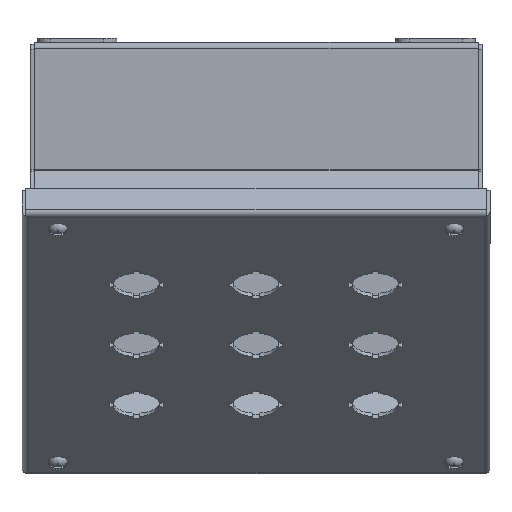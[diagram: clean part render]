
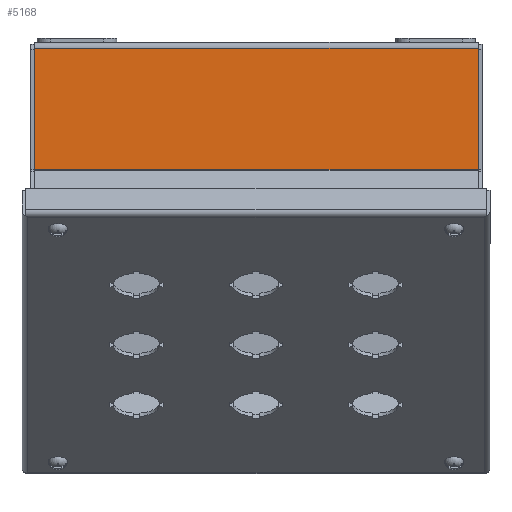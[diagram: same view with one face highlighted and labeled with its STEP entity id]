
A CAD part, top view. The second image highlights one B-rep face of the part: STEP entity #5168.
In plain terms, the highlighted planar face has unit normal (0, 0, 1).
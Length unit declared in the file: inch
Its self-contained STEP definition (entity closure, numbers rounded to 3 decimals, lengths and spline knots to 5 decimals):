
#208 = DIRECTION ( 'NONE',  ( 1., 0., 0. ) ) ;
#441 = DIRECTION ( 'NONE',  ( -1., 0., 0. ) ) ;
#469 = AXIS2_PLACEMENT_3D ( 'NONE', #18818, #20368, #6487 ) ;
#507 = ORIENTED_EDGE ( 'NONE', *, *, #22941, .T. ) ;
#798 = PLANE ( 'NONE',  #469 ) ;
#1084 = VERTEX_POINT ( 'NONE', #20443 ) ;
#2994 = EDGE_LOOP ( 'NONE', ( #3948, #3543, #6240, #507 ) ) ;
#3543 = ORIENTED_EDGE ( 'NONE', *, *, #5186, .F. ) ;
#3948 = ORIENTED_EDGE ( 'NONE', *, *, #5283, .F. ) ;
#4176 = CARTESIAN_POINT ( 'NONE',  ( -4.178, 0.7564, 4.35914 ) ) ;
#4483 = LINE ( 'NONE', #10349, #12838 ) ;
#5168 = ADVANCED_FACE ( 'NONE', ( #19083 ), #798, .F. ) ;
#5186 = EDGE_CURVE ( 'NONE', #1084, #10647, #22504, .T. ) ;
#5283 = EDGE_CURVE ( 'NONE', #10647, #22209, #4483, .T. ) ;
#6240 = ORIENTED_EDGE ( 'NONE', *, *, #6930, .F. ) ;
#6487 = DIRECTION ( 'NONE',  ( -1., 0., 0. ) ) ;
#6930 = EDGE_CURVE ( 'NONE', #13006, #1084, #16469, .T. ) ;
#8485 = CARTESIAN_POINT ( 'NONE',  ( -4.178, -4.28475, 4.35914 ) ) ;
#9709 = LINE ( 'NONE', #26120, #24162 ) ;
#10349 = CARTESIAN_POINT ( 'NONE',  ( -4.178, 3.04475, 4.35914 ) ) ;
#10647 = VERTEX_POINT ( 'NONE', #19855 ) ;
#12728 = CARTESIAN_POINT ( 'NONE',  ( 4.178, 0.7564, 4.35914 ) ) ;
#12838 = VECTOR ( 'NONE', #208, 39.37008 ) ;
#13006 = VERTEX_POINT ( 'NONE', #12728 ) ;
#13550 = CARTESIAN_POINT ( 'NONE',  ( 4.178, 3.04475, 4.35914 ) ) ;
#14374 = DIRECTION ( 'NONE',  ( 0., 1., 0. ) ) ;
#15645 = VECTOR ( 'NONE', #441, 39.37008 ) ;
#16469 = LINE ( 'NONE', #4176, #15645 ) ;
#16678 = VECTOR ( 'NONE', #14374, 39.37008 ) ;
#17602 = DIRECTION ( 'NONE',  ( 0., 1., 0. ) ) ;
#18818 = CARTESIAN_POINT ( 'NONE',  ( -4.178, 3.15275, 4.35914 ) ) ;
#19083 = FACE_OUTER_BOUND ( 'NONE', #2994, .T. ) ;
#19855 = CARTESIAN_POINT ( 'NONE',  ( -4.178, 3.04475, 4.35914 ) ) ;
#20368 = DIRECTION ( 'NONE',  ( 0., 0., -1. ) ) ;
#20443 = CARTESIAN_POINT ( 'NONE',  ( -4.178, 0.7564, 4.35914 ) ) ;
#22209 = VERTEX_POINT ( 'NONE', #13550 ) ;
#22504 = LINE ( 'NONE', #8485, #16678 ) ;
#22941 = EDGE_CURVE ( 'NONE', #13006, #22209, #9709, .T. ) ;
#24162 = VECTOR ( 'NONE', #17602, 39.37008 ) ;
#26120 = CARTESIAN_POINT ( 'NONE',  ( 4.178, -4.57471, 4.35914 ) ) ;
